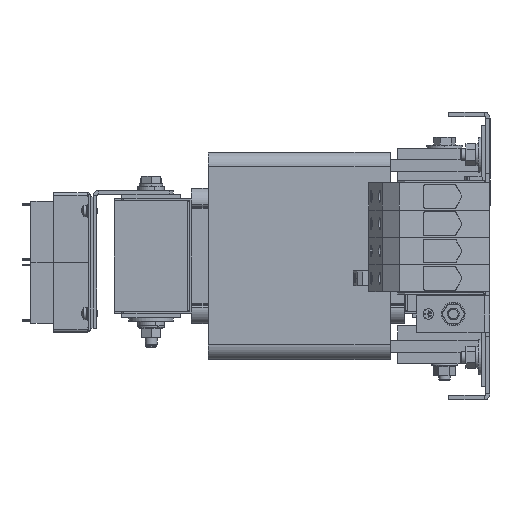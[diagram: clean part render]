
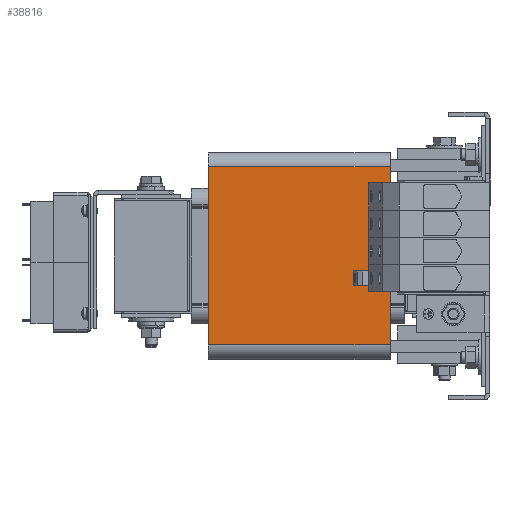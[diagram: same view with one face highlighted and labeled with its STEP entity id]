
A CAD part, left-side view. The second image highlights one B-rep face of the part: STEP entity #38816.
In plain terms, the highlighted planar face has unit normal (-1, 0, 0).
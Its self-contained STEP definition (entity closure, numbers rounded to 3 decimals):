
#6893 = VERTEX_POINT ( 'NONE', #41417 ) ;
#7456 = EDGE_CURVE ( 'NONE', #33093, #6893, #38404, .T. ) ;
#9161 = VECTOR ( 'NONE', #37081, 1000. ) ;
#10199 = CARTESIAN_POINT ( 'NONE',  ( -185.784, 62., -70.525 ) ) ;
#10401 = DIRECTION ( 'NONE',  ( 0., 0., 1. ) ) ;
#14104 = DIRECTION ( 'NONE',  ( 1., 0., 0. ) ) ;
#16251 = VECTOR ( 'NONE', #21641, 1000. ) ;
#16400 = VECTOR ( 'NONE', #44668, 1000. ) ;
#18506 = ORIENTED_EDGE ( 'NONE', *, *, #7456, .F. ) ;
#18895 = CARTESIAN_POINT ( 'NONE',  ( -185.784, 185.9, -70.525 ) ) ;
#20106 = CARTESIAN_POINT ( 'NONE',  ( -185.784, 185.9, -60.525 ) ) ;
#21641 = DIRECTION ( 'NONE',  ( 0., -1., 0. ) ) ;
#23684 = AXIS2_PLACEMENT_3D ( 'NONE', #51669, #14104, #37581 ) ;
#24340 = LINE ( 'NONE', #35533, #16251 ) ;
#25766 = VERTEX_POINT ( 'NONE', #50358 ) ;
#31080 = EDGE_LOOP ( 'NONE', ( #18506, #36381, #38826, #57757 ) ) ;
#31517 = VECTOR ( 'NONE', #10401, 1000. ) ;
#33093 = VERTEX_POINT ( 'NONE', #20106 ) ;
#35533 = CARTESIAN_POINT ( 'NONE',  ( -185.784, 363.555, -60.525 ) ) ;
#36090 = EDGE_CURVE ( 'NONE', #33093, #25766, #24340, .T. ) ;
#36381 = ORIENTED_EDGE ( 'NONE', *, *, #36090, .T. ) ;
#37081 = DIRECTION ( 'NONE',  ( 0., 0., 1. ) ) ;
#37581 = DIRECTION ( 'NONE',  ( 0., 0., -1. ) ) ;
#38404 = LINE ( 'NONE', #18895, #9161 ) ;
#38816 = ADVANCED_FACE ( 'NONE', ( #56601 ), #51467, .F. ) ;
#38826 = ORIENTED_EDGE ( 'NONE', *, *, #57403, .T. ) ;
#39572 = CARTESIAN_POINT ( 'NONE',  ( -185.784, 363.555, 60.775 ) ) ;
#41417 = CARTESIAN_POINT ( 'NONE',  ( -185.784, 185.9, 60.775 ) ) ;
#42380 = CARTESIAN_POINT ( 'NONE',  ( -185.784, 62., 60.775 ) ) ;
#44668 = DIRECTION ( 'NONE',  ( 0., 1., 0. ) ) ;
#50358 = CARTESIAN_POINT ( 'NONE',  ( -185.784, 62., -60.525 ) ) ;
#50528 = LINE ( 'NONE', #10199, #31517 ) ;
#50750 = LINE ( 'NONE', #39572, #16400 ) ;
#51235 = VERTEX_POINT ( 'NONE', #42380 ) ;
#51467 = PLANE ( 'NONE',  #23684 ) ;
#51669 = CARTESIAN_POINT ( 'NONE',  ( -185.784, 363.555, -70.525 ) ) ;
#54984 = EDGE_CURVE ( 'NONE', #51235, #6893, #50750, .T. ) ;
#56601 = FACE_OUTER_BOUND ( 'NONE', #31080, .T. ) ;
#57403 = EDGE_CURVE ( 'NONE', #25766, #51235, #50528, .T. ) ;
#57757 = ORIENTED_EDGE ( 'NONE', *, *, #54984, .T. ) ;
